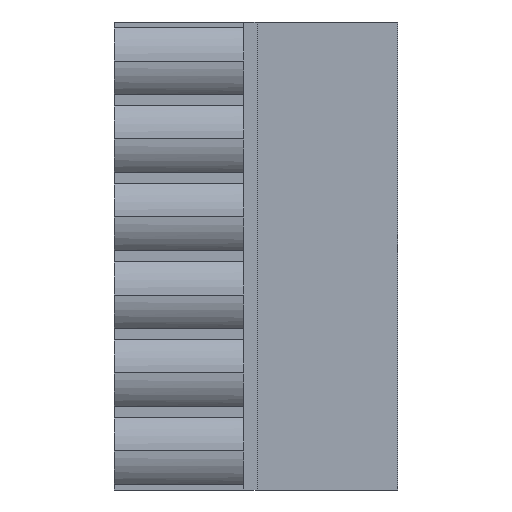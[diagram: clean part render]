
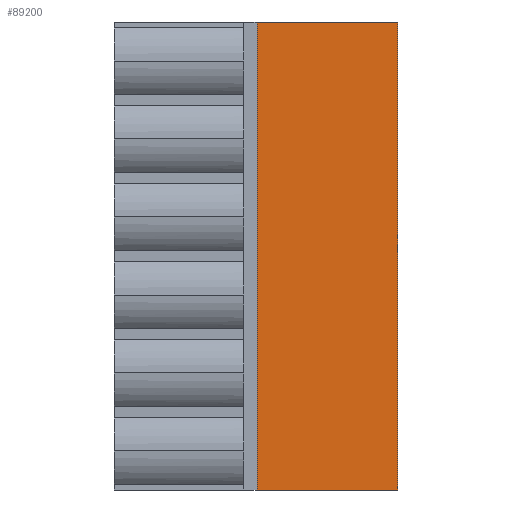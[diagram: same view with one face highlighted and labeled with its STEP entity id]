
A CAD part, front view. The second image highlights one B-rep face of the part: STEP entity #89200.
In plain terms, the highlighted planar face has unit normal (0, -1, 0).
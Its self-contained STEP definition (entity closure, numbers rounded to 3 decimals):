
#19540=CARTESIAN_POINT('',(58.527,37.913
   ,2.5));
#19550=VERTEX_POINT('',#19540);
#19580=CARTESIAN_POINT('',(0.,37.913
   ,2.5));
#19590=DIRECTION('',(-1.,0.,
   0.));
#19600=VECTOR('',#19590,1.);
#19610=LINE('',#19580,#19600);
#19620=CARTESIAN_POINT('',(49.497,37.913
   ,2.5));
#19630=VERTEX_POINT('',#19620);
#19640=EDGE_CURVE('',#19550,#19630,#19610,.T.);
#57940=CARTESIAN_POINT('',(49.497,37.913
   ,-20.));
#57950=DIRECTION('',(0.,0.,
   -1.));
#57960=VECTOR('',#57950,1.);
#57970=LINE('',#57940,#57960);
#57980=CARTESIAN_POINT('',(49.497,37.913
   ,-27.5));
#57990=VERTEX_POINT('',#57980);
#58000=EDGE_CURVE('',#19630,#57990,#57970,.T.);
#74870=CARTESIAN_POINT('',(58.527,37.913
   ,-27.5));
#74880=VERTEX_POINT('',#74870);
#74910=CARTESIAN_POINT('',(58.527,37.913
   ,-20.));
#74920=DIRECTION('',(0.,0.,
   -1.));
#74930=VECTOR('',#74920,1.);
#74940=LINE('',#74910,#74930);
#74950=EDGE_CURVE('',#19550,#74880,#74940,.T.);
#89040=CARTESIAN_POINT('',(49.497,37.913
   ,-15.));
#89050=DIRECTION('',(0.,-1.,
   0.));
#89060=DIRECTION('',(-1.,0.,
   0.));
#89070=AXIS2_PLACEMENT_3D('',#89040,#89050,#89060);
#89080=PLANE('',#89070);
#89090=CARTESIAN_POINT('',(0.,37.913
   ,-27.5));
#89100=DIRECTION('',(1.,0.,
   0.));
#89110=VECTOR('',#89100,1.);
#89120=LINE('',#89090,#89110);
#89130=EDGE_CURVE('',#57990,#74880,#89120,.T.);
#89140=ORIENTED_EDGE('',*,*,#89130,.T.);
#89150=ORIENTED_EDGE('',*,*,#58000,.T.);
#89160=ORIENTED_EDGE('',*,*,#19640,.T.);
#89170=ORIENTED_EDGE('',*,*,#74950,.F.);
#89180=EDGE_LOOP('',(#89170,#89160,#89150,#89140));
#89190=FACE_OUTER_BOUND('',#89180,.T.);
#89200=ADVANCED_FACE('',(#89190),#89080,.T.);
